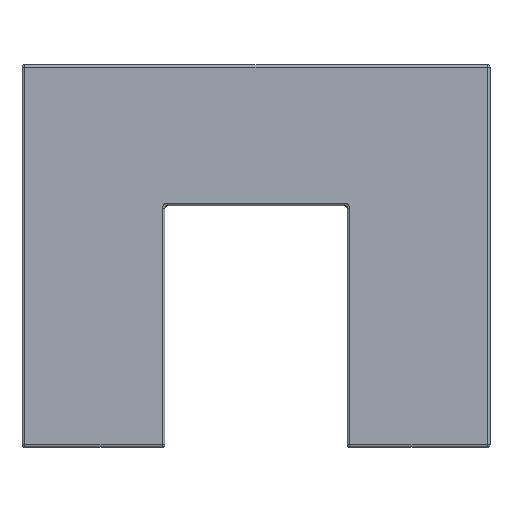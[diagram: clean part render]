
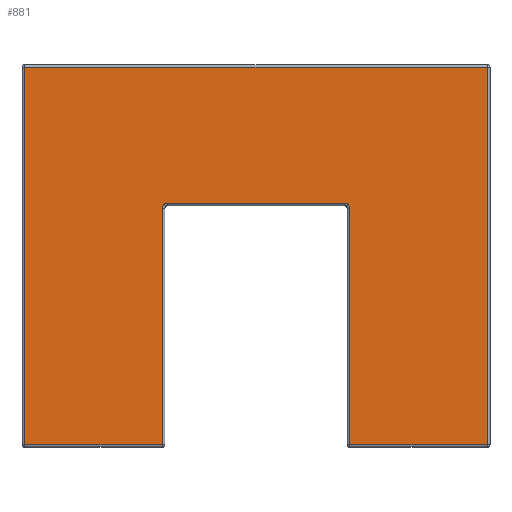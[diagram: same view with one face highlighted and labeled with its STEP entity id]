
A CAD part, front view. The second image highlights one B-rep face of the part: STEP entity #881.
In plain terms, the highlighted planar face has unit normal (0, -1, 0).
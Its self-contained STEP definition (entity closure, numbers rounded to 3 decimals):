
#37 = EDGE_CURVE ( 'NONE', #275, #1095, #784, .T. ) ;
#55 = DIRECTION ( 'NONE',  ( 0., -1., 0. ) ) ;
#61 = CARTESIAN_POINT ( 'NONE',  ( 46., -15., -0.5 ) ) ;
#82 = ORIENTED_EDGE ( 'NONE', *, *, #294, .T. ) ;
#113 = DIRECTION ( 'NONE',  ( 1., 0., 0. ) ) ;
#124 = DIRECTION ( 'NONE',  ( 1., 0., 0. ) ) ;
#136 = CARTESIAN_POINT ( 'NONE',  ( 46., -15., 0. ) ) ;
#139 = CARTESIAN_POINT ( 'NONE',  ( -17.6, -15., -27.5 ) ) ;
#219 = ORIENTED_EDGE ( 'NONE', *, *, #37, .F. ) ;
#275 = VERTEX_POINT ( 'NONE', #139 ) ;
#280 = VECTOR ( 'NONE', #528, 1000. ) ;
#281 = EDGE_CURVE ( 'NONE', #423, #1095, #547, .T. ) ;
#291 = CARTESIAN_POINT ( 'NONE',  ( 46., -15., -75.5 ) ) ;
#294 = EDGE_CURVE ( 'NONE', #1014, #423, #671, .T. ) ;
#301 = CARTESIAN_POINT ( 'NONE',  ( 18.6, -15., -75.5 ) ) ;
#310 = VECTOR ( 'NONE', #113, 1000. ) ;
#331 = EDGE_CURVE ( 'NONE', #275, #1021, #823, .T. ) ;
#344 = EDGE_CURVE ( 'NONE', #420, #783, #514, .T. ) ;
#360 = EDGE_CURVE ( 'NONE', #387, #420, #580, .T. ) ;
#387 = VERTEX_POINT ( 'NONE', #291 ) ;
#394 = CIRCLE ( 'NONE', #992, 1. ) ;
#395 = EDGE_CURVE ( 'NONE', #783, #1014, #1153, .T. ) ;
#420 = VERTEX_POINT ( 'NONE', #61 ) ;
#423 = VERTEX_POINT ( 'NONE', #656 ) ;
#452 = DIRECTION ( 'NONE',  ( 0., 0., 1. ) ) ;
#470 = EDGE_CURVE ( 'NONE', #585, #677, #495, .T. ) ;
#480 = DIRECTION ( 'NONE',  ( 0., -1., 0. ) ) ;
#481 = EDGE_LOOP ( 'NONE', ( #939, #1007, #1158, #787, #658, #956, #82, #1299, #219, #950 ) ) ;
#484 = VECTOR ( 'NONE', #1019, 1000. ) ;
#495 = LINE ( 'NONE', #648, #1008 ) ;
#514 = LINE ( 'NONE', #626, #945 ) ;
#528 = DIRECTION ( 'NONE',  ( 0., 0., 1. ) ) ;
#531 = LINE ( 'NONE', #635, #897 ) ;
#547 = LINE ( 'NONE', #744, #280 ) ;
#548 = CARTESIAN_POINT ( 'NONE',  ( -17.6, -15., -28.5 ) ) ;
#550 = AXIS2_PLACEMENT_3D ( 'NONE', #712, #1013, #1121 ) ;
#554 = DIRECTION ( 'NONE',  ( 0., 0., -1. ) ) ;
#563 = VECTOR ( 'NONE', #554, 1000. ) ;
#580 = LINE ( 'NONE', #136, #484 ) ;
#585 = VERTEX_POINT ( 'NONE', #1232 ) ;
#588 = EDGE_CURVE ( 'NONE', #677, #387, #531, .T. ) ;
#626 = CARTESIAN_POINT ( 'NONE',  ( -46.5, -15., -0.5 ) ) ;
#635 = CARTESIAN_POINT ( 'NONE',  ( 46.5, -15., -75.5 ) ) ;
#639 = AXIS2_PLACEMENT_3D ( 'NONE', #548, #55, #452 ) ;
#648 = CARTESIAN_POINT ( 'NONE',  ( 18.6, -15., -76. ) ) ;
#651 = CARTESIAN_POINT ( 'NONE',  ( -46., -15., 0. ) ) ;
#655 = CARTESIAN_POINT ( 'NONE',  ( 17.6, -15., -27.5 ) ) ;
#656 = CARTESIAN_POINT ( 'NONE',  ( -18.6, -15., -75.5 ) ) ;
#658 = ORIENTED_EDGE ( 'NONE', *, *, #344, .T. ) ;
#671 = LINE ( 'NONE', #1228, #681 ) ;
#677 = VERTEX_POINT ( 'NONE', #301 ) ;
#681 = VECTOR ( 'NONE', #1135, 1000. ) ;
#706 = PLANE ( 'NONE',  #550 ) ;
#712 = CARTESIAN_POINT ( 'NONE',  ( 0., -15., 0. ) ) ;
#744 = CARTESIAN_POINT ( 'NONE',  ( -18.6, -15., 0. ) ) ;
#783 = VERTEX_POINT ( 'NONE', #1295 ) ;
#784 = CIRCLE ( 'NONE', #639, 1. ) ;
#787 = ORIENTED_EDGE ( 'NONE', *, *, #360, .T. ) ;
#823 = LINE ( 'NONE', #835, #310 ) ;
#826 = DIRECTION ( 'NONE',  ( -1., 0., 0. ) ) ;
#835 = CARTESIAN_POINT ( 'NONE',  ( 18.1, -15., -27.5 ) ) ;
#865 = DIRECTION ( 'NONE',  ( 0., 0., -1. ) ) ;
#878 = CARTESIAN_POINT ( 'NONE',  ( 17.6, -15., -28.5 ) ) ;
#881 = ADVANCED_FACE ( 'NONE', ( #1104 ), #706, .F. ) ;
#897 = VECTOR ( 'NONE', #124, 1000. ) ;
#939 = ORIENTED_EDGE ( 'NONE', *, *, #1163, .F. ) ;
#945 = VECTOR ( 'NONE', #826, 1000. ) ;
#947 = CARTESIAN_POINT ( 'NONE',  ( -46., -15., -75.5 ) ) ;
#950 = ORIENTED_EDGE ( 'NONE', *, *, #331, .T. ) ;
#956 = ORIENTED_EDGE ( 'NONE', *, *, #395, .T. ) ;
#992 = AXIS2_PLACEMENT_3D ( 'NONE', #878, #480, #1174 ) ;
#1007 = ORIENTED_EDGE ( 'NONE', *, *, #470, .T. ) ;
#1008 = VECTOR ( 'NONE', #865, 1000. ) ;
#1013 = DIRECTION ( 'NONE',  ( 0., 1., 0. ) ) ;
#1014 = VERTEX_POINT ( 'NONE', #947 ) ;
#1019 = DIRECTION ( 'NONE',  ( 0., 0., 1. ) ) ;
#1021 = VERTEX_POINT ( 'NONE', #655 ) ;
#1095 = VERTEX_POINT ( 'NONE', #1150 ) ;
#1104 = FACE_OUTER_BOUND ( 'NONE', #481, .T. ) ;
#1121 = DIRECTION ( 'NONE',  ( 0., 0., 1. ) ) ;
#1135 = DIRECTION ( 'NONE',  ( 1., 0., 0. ) ) ;
#1150 = CARTESIAN_POINT ( 'NONE',  ( -18.6, -15., -28.5 ) ) ;
#1153 = LINE ( 'NONE', #651, #563 ) ;
#1158 = ORIENTED_EDGE ( 'NONE', *, *, #588, .T. ) ;
#1163 = EDGE_CURVE ( 'NONE', #585, #1021, #394, .T. ) ;
#1174 = DIRECTION ( 'NONE',  ( 0., 0., 1. ) ) ;
#1228 = CARTESIAN_POINT ( 'NONE',  ( 0., -15., -75.5 ) ) ;
#1232 = CARTESIAN_POINT ( 'NONE',  ( 18.6, -15., -28.5 ) ) ;
#1295 = CARTESIAN_POINT ( 'NONE',  ( -46., -15., -0.5 ) ) ;
#1299 = ORIENTED_EDGE ( 'NONE', *, *, #281, .T. ) ;
